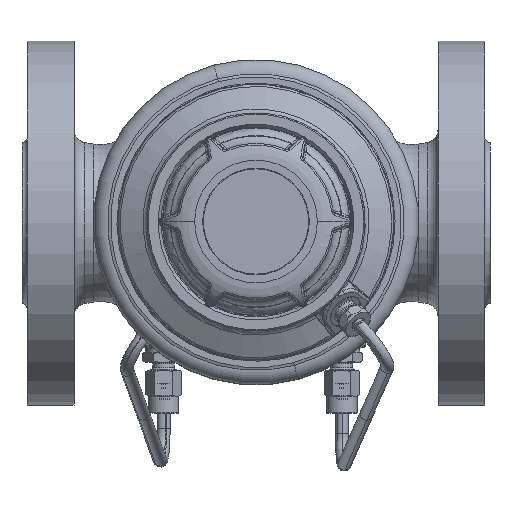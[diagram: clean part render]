
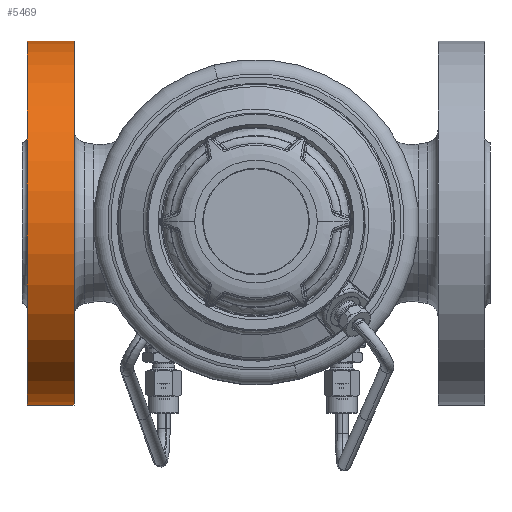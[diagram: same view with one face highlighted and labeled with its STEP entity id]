
A CAD part, top view. The second image highlights one B-rep face of the part: STEP entity #5469.
In plain terms, the highlighted cylindrical face has radius 70 mm (diameter 140 mm), a partial arc.
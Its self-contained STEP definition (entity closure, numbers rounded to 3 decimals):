
#52=CARTESIAN_POINT('',(-70.,0.,0.));
#53=DIRECTION('',(1.,0.,0.));
#54=DIRECTION('',(0.,1.,0.));
#55=AXIS2_PLACEMENT_3D('',#52,#53,#54);
#57=DIRECTION('',(-1.,0.,0.));
#58=VECTOR('',#57,18.);
#59=CARTESIAN_POINT('',(-70.,70.,0.));
#60=LINE('',#59,#58);
#61=DIRECTION('',(-1.,0.,0.));
#62=VECTOR('',#61,18.);
#63=CARTESIAN_POINT('',(-70.,-70.,0.));
#64=LINE('',#63,#62);
#75=CARTESIAN_POINT('',(-88.,0.,0.));
#76=DIRECTION('',(1.,0.,0.));
#77=DIRECTION('',(0.,1.,0.));
#78=AXIS2_PLACEMENT_3D('',#75,#76,#77);
#4745=CARTESIAN_POINT('',(-70.,70.,0.));
#4746=CARTESIAN_POINT('',(-88.,70.,0.));
#4747=VERTEX_POINT('',#4745);
#4748=VERTEX_POINT('',#4746);
#4767=CARTESIAN_POINT('',(-70.,-70.,0.));
#4768=CARTESIAN_POINT('',(-88.,-70.,0.));
#4769=VERTEX_POINT('',#4767);
#4770=VERTEX_POINT('',#4768);
#5455=CARTESIAN_POINT('',(-99.,0.,0.));
#5456=DIRECTION('',(1.,0.,0.));
#5457=DIRECTION('',(0.,-1.,0.));
#5458=AXIS2_PLACEMENT_3D('',#5455,#5456,#5457);
#5459=CYLINDRICAL_SURFACE('',#5458,70.);
#5461=ORIENTED_EDGE('',*,*,#5460,.F.);
#5462=ORIENTED_EDGE('',*,*,#5418,.T.);
#5464=ORIENTED_EDGE('',*,*,#5463,.T.);
#5466=ORIENTED_EDGE('',*,*,#5465,.F.);
#5467=EDGE_LOOP('',(#5461,#5462,#5464,#5466));
#5468=FACE_OUTER_BOUND('',#5467,.F.);
#5469=ADVANCED_FACE('',(#5468),#5459,.T.);
#56=CIRCLE('',#55,70.);
#79=CIRCLE('',#78,70.);
#5418=EDGE_CURVE('',#4747,#4769,#56,.T.);
#5460=EDGE_CURVE('',#4747,#4748,#60,.T.);
#5463=EDGE_CURVE('',#4769,#4770,#64,.T.);
#5465=EDGE_CURVE('',#4748,#4770,#79,.T.);
